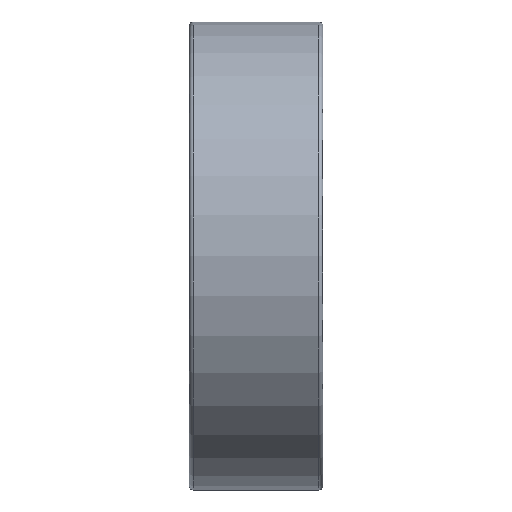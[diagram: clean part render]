
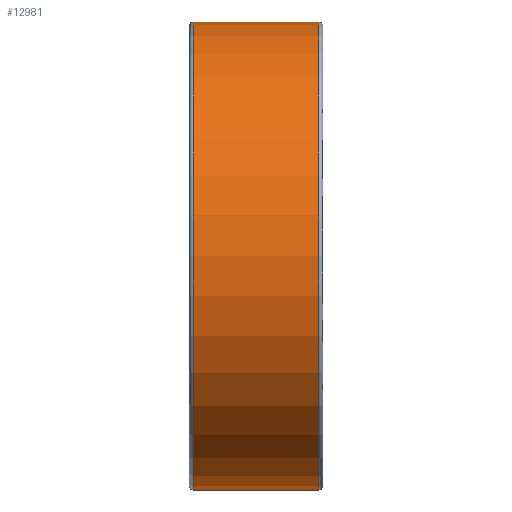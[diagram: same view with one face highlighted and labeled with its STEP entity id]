
A CAD part, top view. The second image highlights one B-rep face of the part: STEP entity #12981.
In plain terms, the highlighted cylindrical face has radius 17.5 mm (diameter 35 mm), a partial arc.
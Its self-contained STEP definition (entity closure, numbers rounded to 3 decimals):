
#3298=CARTESIAN_POINT('',(-4.7,0.,0.));
#3299=DIRECTION('',(1.,0.,0.));
#3300=DIRECTION('',(0.,1.,0.));
#3301=AXIS2_PLACEMENT_3D('',#3298,#3299,#3300);
#3306=CARTESIAN_POINT('',(4.7,0.,0.));
#3307=DIRECTION('',(1.,0.,0.));
#3308=DIRECTION('',(0.,1.,0.));
#3309=AXIS2_PLACEMENT_3D('',#3306,#3307,#3308);
#3322=DIRECTION('',(-1.,0.,0.));
#3323=VECTOR('',#3322,9.4);
#3324=CARTESIAN_POINT('',(4.7,-17.5,0.));
#3325=LINE('',#3324,#3323);
#3337=DIRECTION('',(-1.,0.,0.));
#3338=VECTOR('',#3337,9.4);
#3339=CARTESIAN_POINT('',(4.7,17.5,0.));
#3340=LINE('',#3339,#3338);
#10031=CARTESIAN_POINT('',(-4.7,17.5,0.));
#10032=CARTESIAN_POINT('',(-4.7,-17.5,0.));
#10033=VERTEX_POINT('',#10031);
#10034=VERTEX_POINT('',#10032);
#10035=CARTESIAN_POINT('',(4.7,17.5,0.));
#10036=CARTESIAN_POINT('',(4.7,-17.5,0.));
#10037=VERTEX_POINT('',#10035);
#10038=VERTEX_POINT('',#10036);
#12967=CARTESIAN_POINT('',(-5.5,0.,0.));
#12968=DIRECTION('',(1.,0.,0.));
#12969=DIRECTION('',(0.,-1.,0.));
#12970=AXIS2_PLACEMENT_3D('',#12967,#12968,#12969);
#12971=CYLINDRICAL_SURFACE('',#12970,17.5);
#12972=ORIENTED_EDGE('',*,*,#12957,.F.);
#12974=ORIENTED_EDGE('',*,*,#12973,.F.);
#12976=ORIENTED_EDGE('',*,*,#12975,.T.);
#12978=ORIENTED_EDGE('',*,*,#12977,.T.);
#12979=EDGE_LOOP('',(#12972,#12974,#12976,#12978));
#12980=FACE_OUTER_BOUND('',#12979,.F.);
#3302=CIRCLE('',#3301,17.5);
#3310=CIRCLE('',#3309,17.5);
#12957=EDGE_CURVE('',#10033,#10034,#3302,.T.);
#12973=EDGE_CURVE('',#10037,#10033,#3340,.T.);
#12975=EDGE_CURVE('',#10037,#10038,#3310,.T.);
#12977=EDGE_CURVE('',#10038,#10034,#3325,.T.);
#12981=ADVANCED_FACE('',(#12980),#12971,.T.);
